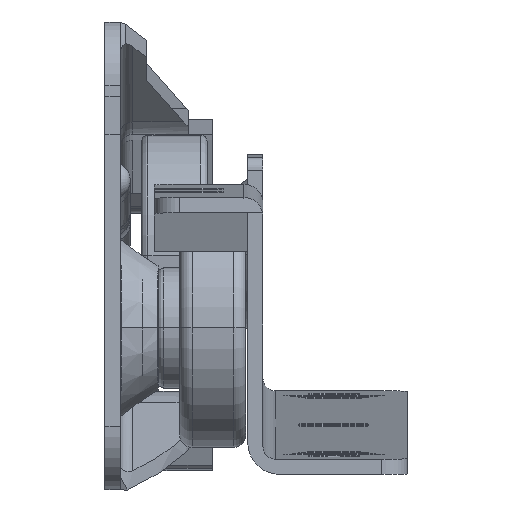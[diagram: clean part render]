
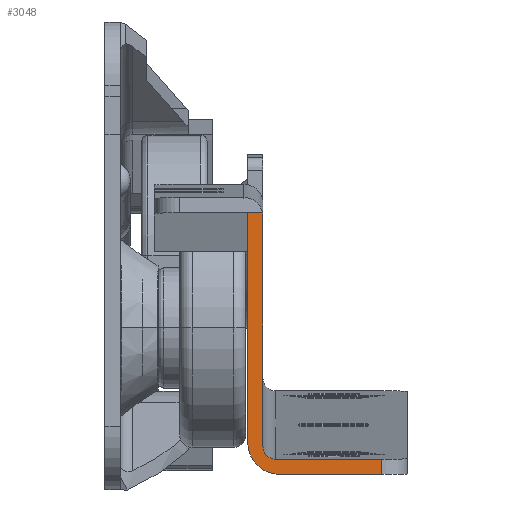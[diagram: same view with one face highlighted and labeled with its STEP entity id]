
A CAD part, top view. The second image highlights one B-rep face of the part: STEP entity #3048.
In plain terms, the highlighted face is planar.
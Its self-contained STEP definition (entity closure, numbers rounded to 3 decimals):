
#5 = CARTESIAN_POINT ( 'NONE',  ( 0., 1., 0. ) ) ;
#176 = VECTOR ( 'NONE', #9484, 1000. ) ;
#181 = EDGE_CURVE ( 'NONE', #8708, #12033, #695, .T. ) ;
#368 = LINE ( 'NONE', #11037, #8716 ) ;
#502 = ORIENTED_EDGE ( 'NONE', *, *, #181, .T. ) ;
#570 = CARTESIAN_POINT ( 'NONE',  ( -1.2, 1.3, 0. ) ) ;
#695 = LINE ( 'NONE', #12200, #10908 ) ;
#830 = ORIENTED_EDGE ( 'NONE', *, *, #4470, .T. ) ;
#1632 = ORIENTED_EDGE ( 'NONE', *, *, #10577, .F. ) ;
#1640 = CARTESIAN_POINT ( 'NONE',  ( 1., 1., 0. ) ) ;
#1978 = LINE ( 'NONE', #2171, #5844 ) ;
#2171 = CARTESIAN_POINT ( 'NONE',  ( -1.2, -1.2, 0. ) ) ;
#2448 = AXIS2_PLACEMENT_3D ( 'NONE', #3454, #4400, #3392 ) ;
#2615 = CARTESIAN_POINT ( 'NONE',  ( 9.4, -1.2, 0. ) ) ;
#2624 = DIRECTION ( 'NONE',  ( 0., 1., 0. ) ) ;
#2829 = AXIS2_PLACEMENT_3D ( 'NONE', #8573, #5609, #4789 ) ;
#2901 = VERTEX_POINT ( 'NONE', #11530 ) ;
#3048 = ADVANCED_FACE ( 'NONE', ( #3204 ), #9062, .T. ) ;
#3098 = CARTESIAN_POINT ( 'NONE',  ( -0.03, 19.497, 0. ) ) ;
#3204 = FACE_OUTER_BOUND ( 'NONE', #10259, .T. ) ;
#3392 = DIRECTION ( 'NONE',  ( 1., 0., 0. ) ) ;
#3454 = CARTESIAN_POINT ( 'NONE',  ( 0., 0., 0. ) ) ;
#3919 = LINE ( 'NONE', #11669, #12121 ) ;
#3971 = CIRCLE ( 'NONE', #9581, 1. ) ;
#4182 = DIRECTION ( 'NONE',  ( 1., 0., 0. ) ) ;
#4320 = ORIENTED_EDGE ( 'NONE', *, *, #5260, .T. ) ;
#4400 = DIRECTION ( 'NONE',  ( 0., 0., 1. ) ) ;
#4443 = CARTESIAN_POINT ( 'NONE',  ( 1.3, -1.2, 0. ) ) ;
#4470 = EDGE_CURVE ( 'NONE', #12033, #2901, #7247, .T. ) ;
#4609 = DIRECTION ( 'NONE',  ( -1., 0., 0. ) ) ;
#4702 = LINE ( 'NONE', #5643, #176 ) ;
#4789 = DIRECTION ( 'NONE',  ( 1., 0., 0. ) ) ;
#4991 = ORIENTED_EDGE ( 'NONE', *, *, #9568, .T. ) ;
#5260 = EDGE_CURVE ( 'NONE', #9491, #8708, #3971, .T. ) ;
#5301 = EDGE_CURVE ( 'NONE', #11804, #8935, #4702, .T. ) ;
#5593 = VERTEX_POINT ( 'NONE', #4443 ) ;
#5609 = DIRECTION ( 'NONE',  ( 0., 0., 1. ) ) ;
#5643 = CARTESIAN_POINT ( 'NONE',  ( -1.2, -1.2, 0. ) ) ;
#5744 = VERTEX_POINT ( 'NONE', #2615 ) ;
#5844 = VECTOR ( 'NONE', #5996, 1000. ) ;
#5996 = DIRECTION ( 'NONE',  ( 1., 0., 0. ) ) ;
#6298 = ORIENTED_EDGE ( 'NONE', *, *, #8258, .T. ) ;
#7247 =( BOUNDED_CURVE ( )  B_SPLINE_CURVE ( 3, ( #8512, #12372, #10912, #3098 ),
 .UNSPECIFIED., .F., .T. ) 
 B_SPLINE_CURVE_WITH_KNOTS ( ( 4, 4 ),
 ( 1.571, 1.772 ),
 .UNSPECIFIED. ) 
 CURVE ( )  GEOMETRIC_REPRESENTATION_ITEM ( )  RATIONAL_B_SPLINE_CURVE ( ( 1., 0.997, 0.997, 1. ) ) 
 REPRESENTATION_ITEM ( '' )  );
#7491 = ORIENTED_EDGE ( 'NONE', *, *, #5301, .T. ) ;
#7659 = CIRCLE ( 'NONE', #2829, 2.5 ) ;
#7670 = DIRECTION ( 'NONE',  ( 1., 0., 0. ) ) ;
#7762 = DIRECTION ( 'NONE',  ( 0., 1., 0. ) ) ;
#8258 = EDGE_CURVE ( 'NONE', #8935, #5593, #7659, .T. ) ;
#8394 = CARTESIAN_POINT ( 'NONE',  ( 11.4, 0., 0. ) ) ;
#8450 = EDGE_CURVE ( 'NONE', #5593, #5744, #1978, .T. ) ;
#8512 = CARTESIAN_POINT ( 'NONE',  ( 0., 19.197, 0. ) ) ;
#8573 = CARTESIAN_POINT ( 'NONE',  ( 1.3, 1.3, 0. ) ) ;
#8616 = ORIENTED_EDGE ( 'NONE', *, *, #9378, .T. ) ;
#8708 = VERTEX_POINT ( 'NONE', #5 ) ;
#8716 = VECTOR ( 'NONE', #4182, 1000. ) ;
#8935 = VERTEX_POINT ( 'NONE', #570 ) ;
#9062 = PLANE ( 'NONE',  #2448 ) ;
#9330 = CARTESIAN_POINT ( 'NONE',  ( 9.4, 0., 0. ) ) ;
#9378 = EDGE_CURVE ( 'NONE', #9427, #9491, #12370, .T. ) ;
#9427 = VERTEX_POINT ( 'NONE', #9330 ) ;
#9484 = DIRECTION ( 'NONE',  ( 0., -1., 0. ) ) ;
#9491 = VERTEX_POINT ( 'NONE', #9695 ) ;
#9568 = EDGE_CURVE ( 'NONE', #5744, #9427, #3919, .T. ) ;
#9581 = AXIS2_PLACEMENT_3D ( 'NONE', #1640, #11511, #7670 ) ;
#9695 = CARTESIAN_POINT ( 'NONE',  ( 1., 0., 0. ) ) ;
#9780 = CARTESIAN_POINT ( 'NONE',  ( -1.2, 19.497, 0. ) ) ;
#9800 = ORIENTED_EDGE ( 'NONE', *, *, #8450, .T. ) ;
#10259 = EDGE_LOOP ( 'NONE', ( #9800, #4991, #8616, #4320, #502, #830, #1632, #7491, #6298 ) ) ;
#10577 = EDGE_CURVE ( 'NONE', #11804, #2901, #368, .T. ) ;
#10710 = VECTOR ( 'NONE', #4609, 1000. ) ;
#10908 = VECTOR ( 'NONE', #2624, 1000. ) ;
#10912 = CARTESIAN_POINT ( 'NONE',  ( -0.01, 19.398, 0. ) ) ;
#11037 = CARTESIAN_POINT ( 'NONE',  ( 0., 19.497, 0. ) ) ;
#11345 = CARTESIAN_POINT ( 'NONE',  ( 0., 19.197, 0. ) ) ;
#11511 = DIRECTION ( 'NONE',  ( 0., 0., -1. ) ) ;
#11530 = CARTESIAN_POINT ( 'NONE',  ( -0.03, 19.497, 0. ) ) ;
#11669 = CARTESIAN_POINT ( 'NONE',  ( 9.4, 0., 0. ) ) ;
#11804 = VERTEX_POINT ( 'NONE', #9780 ) ;
#12033 = VERTEX_POINT ( 'NONE', #11345 ) ;
#12121 = VECTOR ( 'NONE', #7762, 1000. ) ;
#12200 = CARTESIAN_POINT ( 'NONE',  ( 0., 20.7, 0. ) ) ;
#12370 = LINE ( 'NONE', #8394, #10710 ) ;
#12372 = CARTESIAN_POINT ( 'NONE',  ( 0., 19.298, 0. ) ) ;
